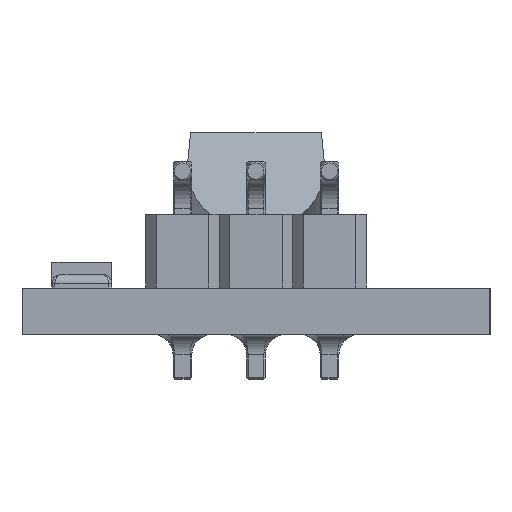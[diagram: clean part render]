
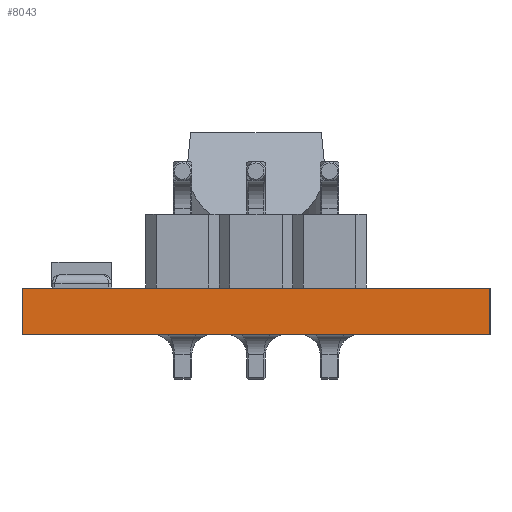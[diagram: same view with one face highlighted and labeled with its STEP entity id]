
A CAD part, left-side view. The second image highlights one B-rep face of the part: STEP entity #8043.
In plain terms, the highlighted planar face has unit normal (-1, 0, 0).
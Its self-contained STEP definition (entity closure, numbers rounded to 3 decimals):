
#969=FACE_OUTER_BOUND('',#1483,.T.);
#1483=EDGE_LOOP('',(#6842,#6843,#6844,#6845));
#1725=LINE('',#12185,#2394);
#1799=LINE('',#12365,#2468);
#2318=LINE('',#14500,#2987);
#2319=LINE('',#14501,#2988);
#2394=VECTOR('',#8844,10.);
#2468=VECTOR('',#8966,10.);
#2987=VECTOR('',#10477,10.);
#2988=VECTOR('',#10478,10.);
#3131=VERTEX_POINT('',#12182);
#3132=VERTEX_POINT('',#12184);
#3211=VERTEX_POINT('',#12358);
#3214=VERTEX_POINT('',#12363);
#3868=EDGE_CURVE('',#3131,#3132,#1725,.T.);
#3955=EDGE_CURVE('',#3214,#3211,#1799,.T.);
#4709=EDGE_CURVE('',#3211,#3131,#2318,.T.);
#4710=EDGE_CURVE('',#3132,#3214,#2319,.T.);
#6842=ORIENTED_EDGE('',*,*,#4709,.F.);
#6843=ORIENTED_EDGE('',*,*,#3955,.F.);
#6844=ORIENTED_EDGE('',*,*,#4710,.F.);
#6845=ORIENTED_EDGE('',*,*,#3868,.F.);
#7124=PLANE('',#8646);
#8043=ADVANCED_FACE('',(#969),#7124,.T.);
#8646=AXIS2_PLACEMENT_3D('',#14499,#10475,#10476);
#8844=DIRECTION('',(0.,1.,0.));
#8966=DIRECTION('',(0.,-1.,0.));
#10475=DIRECTION('center_axis',(-1.,0.,0.));
#10476=DIRECTION('ref_axis',(0.,-1.,0.));
#10477=DIRECTION('',(0.,0.,-1.));
#10478=DIRECTION('',(0.,0.,1.));
#12182=CARTESIAN_POINT('',(-10.275,-7.825,-0.775));
#12184=CARTESIAN_POINT('',(-10.275,7.825,-0.775));
#12185=CARTESIAN_POINT('',(-10.275,7.825,-0.775));
#12358=CARTESIAN_POINT('',(-10.275,-7.825,0.775));
#12363=CARTESIAN_POINT('',(-10.275,7.825,0.775));
#12365=CARTESIAN_POINT('',(-10.275,7.825,0.775));
#14499=CARTESIAN_POINT('Origin',(-10.275,7.825,0.));
#14500=CARTESIAN_POINT('',(-10.275,-7.825,0.));
#14501=CARTESIAN_POINT('',(-10.275,7.825,0.));
